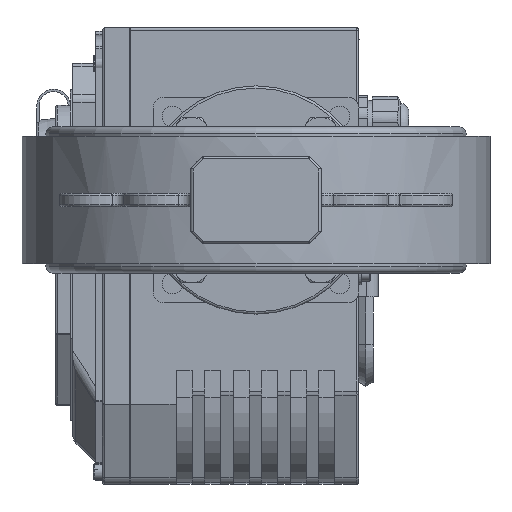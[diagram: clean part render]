
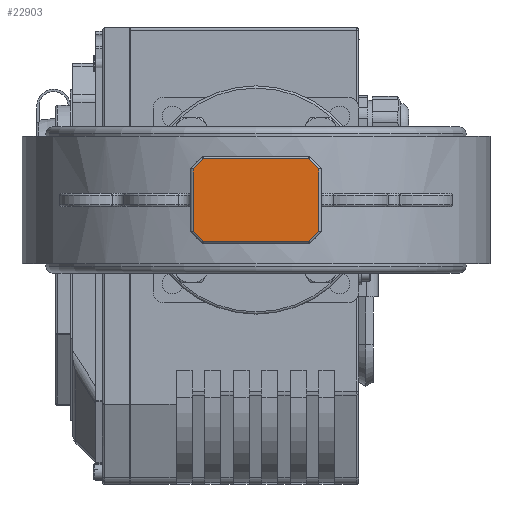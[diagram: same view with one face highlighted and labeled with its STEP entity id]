
A CAD part, front view. The second image highlights one B-rep face of the part: STEP entity #22903.
In plain terms, the highlighted planar face has unit normal (0, -1, 0).
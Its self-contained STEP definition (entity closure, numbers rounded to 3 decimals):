
#485=PLANE('',#24628);
#1448=FACE_OUTER_BOUND('',#2732,.T.);
#2732=EDGE_LOOP('',(#15605,#15606,#15607,#15608,#15609,#15610,#15611,#15612));
#4918=LINE('',#33380,#6898);
#4922=LINE('',#33386,#6902);
#4924=LINE('',#33390,#6904);
#4926=LINE('',#33393,#6906);
#4929=LINE('',#33398,#6909);
#4930=LINE('',#33400,#6910);
#4935=LINE('',#33407,#6915);
#4937=LINE('',#33410,#6917);
#6898=VECTOR('',#27149,10.);
#6902=VECTOR('',#27157,10.);
#6904=VECTOR('',#27163,10.);
#6906=VECTOR('',#27167,10.);
#6909=VECTOR('',#27174,10.);
#6910=VECTOR('',#27177,10.);
#6915=VECTOR('',#27186,10.);
#6917=VECTOR('',#27190,10.);
#9484=VERTEX_POINT('',#33319);
#9489=VERTEX_POINT('',#33329);
#9490=VERTEX_POINT('',#33333);
#9494=VERTEX_POINT('',#33341);
#9496=VERTEX_POINT('',#33350);
#9499=VERTEX_POINT('',#33357);
#9501=VERTEX_POINT('',#33366);
#9503=VERTEX_POINT('',#33372);
#11818=EDGE_CURVE('',#9503,#9499,#4918,.T.);
#11822=EDGE_CURVE('',#9501,#9503,#4922,.T.);
#11824=EDGE_CURVE('',#9496,#9501,#4924,.T.);
#11826=EDGE_CURVE('',#9499,#9494,#4926,.T.);
#11829=EDGE_CURVE('',#9490,#9496,#4929,.T.);
#11830=EDGE_CURVE('',#9494,#9489,#4930,.T.);
#11835=EDGE_CURVE('',#9484,#9490,#4935,.T.);
#11837=EDGE_CURVE('',#9489,#9484,#4937,.T.);
#15605=ORIENTED_EDGE('',*,*,#11818,.F.);
#15606=ORIENTED_EDGE('',*,*,#11822,.F.);
#15607=ORIENTED_EDGE('',*,*,#11824,.F.);
#15608=ORIENTED_EDGE('',*,*,#11829,.F.);
#15609=ORIENTED_EDGE('',*,*,#11835,.F.);
#15610=ORIENTED_EDGE('',*,*,#11837,.F.);
#15611=ORIENTED_EDGE('',*,*,#11830,.F.);
#15612=ORIENTED_EDGE('',*,*,#11826,.F.);
#22903=ADVANCED_FACE('',(#1448),#485,.T.);
#24628=AXIS2_PLACEMENT_3D('',#33421,#27207,#27208);
#27149=DIRECTION('',(1.,0.,0.));
#27157=DIRECTION('',(0.707,0.,0.707));
#27163=DIRECTION('',(0.,0.,1.));
#27167=DIRECTION('',(0.707,0.,-0.707));
#27174=DIRECTION('',(-0.707,0.,0.707));
#27177=DIRECTION('',(0.,0.,-1.));
#27186=DIRECTION('',(-1.,0.,0.));
#27190=DIRECTION('',(-0.707,0.,-0.707));
#27207=DIRECTION('center_axis',(0.,-1.,0.));
#27208=DIRECTION('ref_axis',(1.,0.,0.));
#33319=CARTESIAN_POINT('',(23.09,-134.,-18.));
#33329=CARTESIAN_POINT('',(27.504,-134.,-13.586));
#33333=CARTESIAN_POINT('',(-23.09,-134.,-18.));
#33341=CARTESIAN_POINT('',(27.504,-134.,13.586));
#33350=CARTESIAN_POINT('',(-27.504,-134.,-13.586));
#33357=CARTESIAN_POINT('',(23.09,-134.,18.));
#33366=CARTESIAN_POINT('',(-27.504,-134.,13.586));
#33372=CARTESIAN_POINT('',(-23.09,-134.,18.));
#33380=CARTESIAN_POINT('',(-14.252,-134.,18.));
#33386=CARTESIAN_POINT('',(-30.047,-134.,11.043));
#33390=CARTESIAN_POINT('',(-27.504,-134.,0.));
#33393=CARTESIAN_POINT('',(15.795,-134.,25.295));
#33398=CARTESIAN_POINT('',(-30.047,-134.,-11.043));
#33400=CARTESIAN_POINT('',(27.504,-134.,0.));
#33407=CARTESIAN_POINT('',(-14.252,-134.,-18.));
#33410=CARTESIAN_POINT('',(15.795,-134.,-25.295));
#33421=CARTESIAN_POINT('Origin',(-28.504,-134.,0.));
